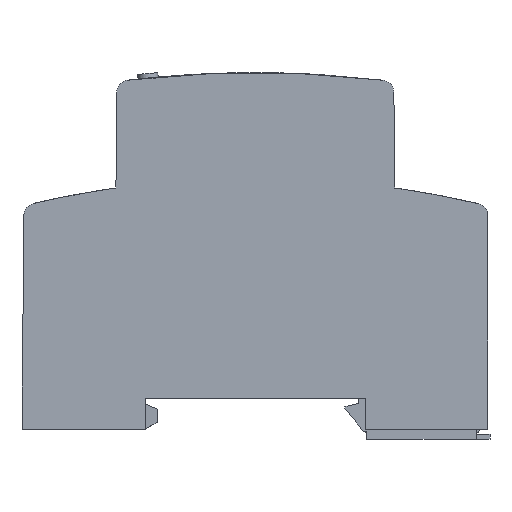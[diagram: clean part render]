
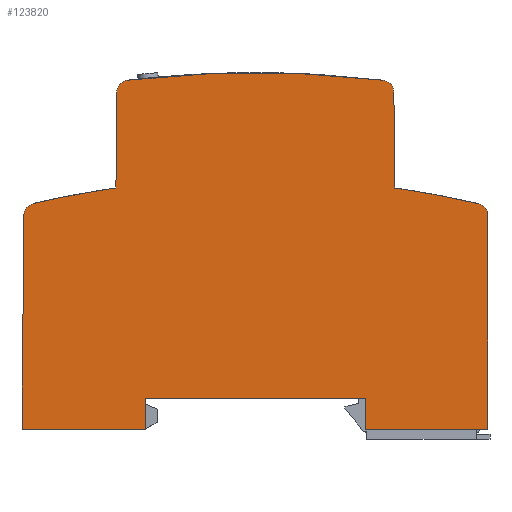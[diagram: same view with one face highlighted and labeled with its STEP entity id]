
A CAD part, left-side view. The second image highlights one B-rep face of the part: STEP entity #123820.
In plain terms, the highlighted face is planar.
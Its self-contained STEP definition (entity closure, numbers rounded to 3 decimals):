
#24090=CARTESIAN_POINT('',(46.858,54.948,-65.25));
#24100=VERTEX_POINT('',#24090);
#24130=CARTESIAN_POINT('',(46.861,55.264,-65.25));
#24140=DIRECTION('',(-0.009,-1.,
0.));
#24150=VECTOR('',#24140,1.);
#24160=LINE('',#24130,#24150);
#24170=CARTESIAN_POINT('',(46.992,70.373,-65.25));
#24180=VERTEX_POINT('',#24170);
#24190=EDGE_CURVE('',#24180,#24100,#24160,.T.);
#67180=CARTESIAN_POINT('',(45.021,16.056,-65.25));
#67190=DIRECTION('',(1.,0.,0.));
#67200=VECTOR('',#67190,1.);
#67210=LINE('',#67180,#67200);
#67220=CARTESIAN_POINT('',(31.841,16.056,
-65.25));
#67230=VERTEX_POINT('',#67220);
#67240=CARTESIAN_POINT('',(51.591,16.056,-65.25));
#67250=VERTEX_POINT('',#67240);
#67260=EDGE_CURVE('',#67230,#67250,#67210,.T.);
#67700=CARTESIAN_POINT('',(51.591,55.264,-65.25));
#67710=DIRECTION('',(0.,-1.,0.));
#67720=VECTOR('',#67710,1.);
#67730=LINE('',#67700,#67720);
#67740=CARTESIAN_POINT('',(51.591,21.056,-65.25));
#67750=VERTEX_POINT('',#67740);
#67760=EDGE_CURVE('',#67750,#67250,#67730,.T.);
#68010=CARTESIAN_POINT('',(45.021,21.056,-65.25));
#68020=DIRECTION('',(1.,0.,0.));
#68030=VECTOR('',#68020,1.);
#68040=LINE('',#68010,#68030);
#68050=CARTESIAN_POINT('',(87.091,21.056,-65.25));
#68060=VERTEX_POINT('',#68050);
#68070=EDGE_CURVE('',#67750,#68060,#68040,.T.);
#69550=CARTESIAN_POINT('',(31.841,50.463,
-65.25));
#69560=VERTEX_POINT('',#69550);
#69590=CARTESIAN_POINT('',(33.841,50.463,
-65.25));
#69600=DIRECTION('',(0.,0.,-1.));
#69610=DIRECTION('',(-1.,0.,0.));
#69620=AXIS2_PLACEMENT_3D('',#69590,#69600,#69610);
#69630=CIRCLE('',#69620,2.);
#69640=CARTESIAN_POINT('',(33.386,52.411,
-65.25));
#69650=VERTEX_POINT('',#69640);
#69660=EDGE_CURVE('',#69560,#69650,#69630,.T.);
#70760=CARTESIAN_POINT('',(106.975,16.056,-65.25));
#70770=VERTEX_POINT('',#70760);
#70800=CARTESIAN_POINT('',(45.021,16.056,-65.25));
#70810=DIRECTION('',(1.,0.,0.));
#70820=VECTOR('',#70810,1.);
#70830=LINE('',#70800,#70820);
#70840=CARTESIAN_POINT('',(87.091,16.056,-65.25));
#70850=VERTEX_POINT('',#70840);
#70860=EDGE_CURVE('',#70850,#70770,#70830,.T.);
#74850=CARTESIAN_POINT('',(91.825,54.948,-65.25));
#74860=VERTEX_POINT('',#74850);
#75010=CARTESIAN_POINT('',(91.69,70.373,-65.25));
#75020=VERTEX_POINT('',#75010);
#75050=CARTESIAN_POINT('',(91.822,55.264,-65.25));
#75060=DIRECTION('',(-0.009,1.,
0.));
#75070=VECTOR('',#75060,1.);
#75080=LINE('',#75050,#75070);
#75090=EDGE_CURVE('',#74860,#75020,#75080,.T.);
#78560=CARTESIAN_POINT('',(105.127,52.45,-65.25));
#78570=VERTEX_POINT('',#78560);
#78600=CARTESIAN_POINT('',(104.674,50.502,-65.25));
#78610=DIRECTION('',(0.,0.,-1.));
#78620=DIRECTION('',(-1.,0.,0.));
#78630=AXIS2_PLACEMENT_3D('',#78600,#78610,#78620);
#78640=CIRCLE('',#78630,2.);
#78650=CARTESIAN_POINT('',(106.674,50.52,-65.25));
#78660=VERTEX_POINT('',#78650);
#78670=EDGE_CURVE('',#78570,#78660,#78640,.T.);
#78910=CARTESIAN_POINT('',(106.633,55.264,-65.25));
#78920=DIRECTION('',(0.009,-1.,
0.));
#78930=VECTOR('',#78920,1.);
#78940=LINE('',#78910,#78930);
#78950=EDGE_CURVE('',#78660,#70770,#78940,.T.);
#85680=CARTESIAN_POINT('',(87.091,55.264,-65.25));
#85690=DIRECTION('',(0.,-1.,0.));
#85700=VECTOR('',#85690,1.);
#85710=LINE('',#85680,#85700);
#85720=EDGE_CURVE('',#68060,#70850,#85710,.T.);
#91320=CARTESIAN_POINT('',(31.841,55.264,
-65.25));
#91330=DIRECTION('',(0.,1.,0.));
#91340=VECTOR('',#91330,1.);
#91350=LINE('',#91320,#91340);
#91360=EDGE_CURVE('',#67230,#69560,#91350,.T.);
#117790=CARTESIAN_POINT('',(69.341,-101.444,-65.25));
#117800=DIRECTION('',(0.,0.,-1.));
#117810=DIRECTION('',(-1.,0.,0.));
#117820=AXIS2_PLACEMENT_3D('',#117790,#117800,#117810);
#117830=CIRCLE('',#117820,158.);
#117840=EDGE_CURVE('',#69650,#24100,#117830,.T.);
#121080=CARTESIAN_POINT('',(69.341,-101.444,-65.25));
#121090=DIRECTION('',(0.,0.,-1.));
#121100=DIRECTION('',(-1.,0.,0.));
#121110=AXIS2_PLACEMENT_3D('',#121080,#121090,#121100);
#121120=CIRCLE('',#121110,158.);
#121130=EDGE_CURVE('',#74860,#78570,#121120,.T.);
#123370=CARTESIAN_POINT('',(69.341,23.506,-65.25));
#123380=DIRECTION('',(0.,0.,-1.));
#123390=DIRECTION('',(-1.,0.,0.));
#123400=AXIS2_PLACEMENT_3D('',#123370,#123380,#123390);
#123410=PLANE('',#123400);
#123420=ORIENTED_EDGE('',*,*,#117840,.T.);
#123430=ORIENTED_EDGE('',*,*,#69660,.T.);
#123440=ORIENTED_EDGE('',*,*,#91360,.T.);
#123450=ORIENTED_EDGE('',*,*,#67260,.F.);
#123460=ORIENTED_EDGE('',*,*,#67760,.T.);
#123470=ORIENTED_EDGE('',*,*,#68070,.F.);
#123480=ORIENTED_EDGE('',*,*,#85720,.F.);
#123490=ORIENTED_EDGE('',*,*,#70860,.F.);
#123500=ORIENTED_EDGE('',*,*,#78950,.T.);
#123510=ORIENTED_EDGE('',*,*,#78670,.T.);
#123520=ORIENTED_EDGE('',*,*,#121130,.T.);
#123530=ORIENTED_EDGE('',*,*,#75090,.F.);
#123540=CARTESIAN_POINT('',(89.69,70.355,-65.25));
#123550=DIRECTION('',(0.,0.,1.));
#123560=DIRECTION('',(1.,0.,0.));
#123570=AXIS2_PLACEMENT_3D('',#123540,#123550,#123560);
#123580=CIRCLE('',#123570,2.);
#123590=CARTESIAN_POINT('',(89.926,72.341,-65.25));
#123600=VERTEX_POINT('',#123590);
#123610=EDGE_CURVE('',#75020,#123600,#123580,.T.);
#123620=ORIENTED_EDGE('',*,*,#123610,.F.);
#123630=CARTESIAN_POINT('',(69.341,-101.444,-65.25));
#123640=DIRECTION('',(0.,0.,-1.));
#123650=DIRECTION('',(-1.,0.,0.));
#123660=AXIS2_PLACEMENT_3D('',#123630,#123640,#123650);
#123670=CIRCLE('',#123660,175.);
#123680=CARTESIAN_POINT('',(48.757,72.341,-65.25));
#123690=VERTEX_POINT('',#123680);
#123700=EDGE_CURVE('',#123690,#123600,#123670,.T.);
#123710=ORIENTED_EDGE('',*,*,#123700,.T.);
#123720=CARTESIAN_POINT('',(48.992,70.355,-65.25));
#123730=DIRECTION('',(0.,0.,1.));
#123740=DIRECTION('',(1.,0.,0.));
#123750=AXIS2_PLACEMENT_3D('',#123720,#123730,#123740);
#123760=CIRCLE('',#123750,2.);
#123770=EDGE_CURVE('',#123690,#24180,#123760,.T.);
#123780=ORIENTED_EDGE('',*,*,#123770,.F.);
#123790=ORIENTED_EDGE('',*,*,#24190,.F.);
#123800=EDGE_LOOP('',(#123790,#123780,#123710,#123620,#123530,#123520,
#123510,#123500,#123490,#123480,#123470,#123460,#123450,#123440,#123430,
#123420));
#123810=FACE_OUTER_BOUND('',#123800,.T.);
#123820=ADVANCED_FACE('',(#123810),#123410,.T.);
